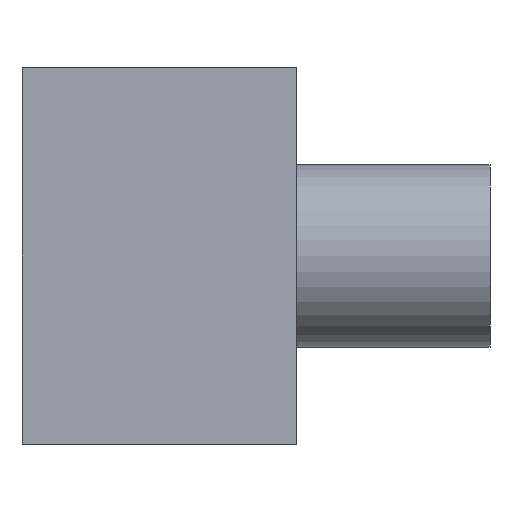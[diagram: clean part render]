
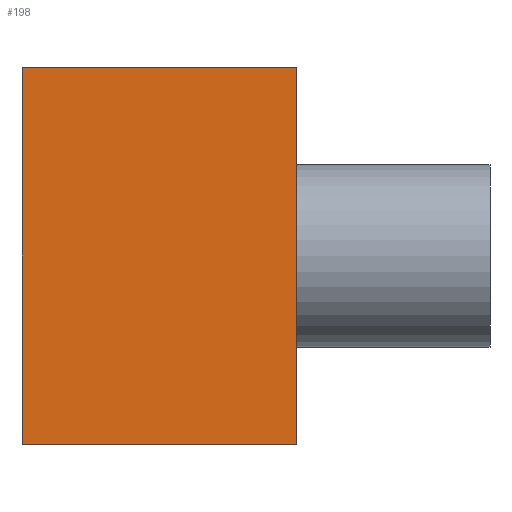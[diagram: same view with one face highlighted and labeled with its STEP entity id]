
A CAD part, left-side view. The second image highlights one B-rep face of the part: STEP entity #198.
In plain terms, the highlighted planar face has unit normal (-1, 0, 0).
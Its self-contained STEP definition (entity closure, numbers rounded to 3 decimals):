
#27 = EDGE_CURVE ( 'NONE', #743, #634, #833, .T. ) ;
#45 = ORIENTED_EDGE ( 'NONE', *, *, #27, .T. ) ;
#52 = VECTOR ( 'NONE', #760, 1000. ) ;
#66 = EDGE_CURVE ( 'NONE', #131, #608, #303, .T. ) ;
#75 = ORIENTED_EDGE ( 'NONE', *, *, #66, .F. ) ;
#88 = CARTESIAN_POINT ( 'NONE',  ( -14.224, 0., 6.541 ) ) ;
#97 = CARTESIAN_POINT ( 'NONE',  ( -14.224, -9.525, 6.541 ) ) ;
#121 = DIRECTION ( 'NONE',  ( -1., 0., 0. ) ) ;
#131 = VERTEX_POINT ( 'NONE', #660 ) ;
#198 = ADVANCED_FACE ( 'NONE', ( #652 ), #527, .T. ) ;
#206 = LINE ( 'NONE', #870, #849 ) ;
#270 = DIRECTION ( 'NONE',  ( 0., 0., 1. ) ) ;
#282 = VECTOR ( 'NONE', #823, 1000. ) ;
#284 = CARTESIAN_POINT ( 'NONE',  ( -14.224, -9.525, 6.541 ) ) ;
#303 = LINE ( 'NONE', #508, #759 ) ;
#314 = CARTESIAN_POINT ( 'NONE',  ( -14.224, -9.525, 6.541 ) ) ;
#322 = ORIENTED_EDGE ( 'NONE', *, *, #430, .F. ) ;
#362 = EDGE_CURVE ( 'NONE', #131, #743, #810, .T. ) ;
#430 = EDGE_CURVE ( 'NONE', #608, #634, #206, .T. ) ;
#502 = ORIENTED_EDGE ( 'NONE', *, *, #362, .T. ) ;
#508 = CARTESIAN_POINT ( 'NONE',  ( -14.224, -9.525, -6.541 ) ) ;
#527 = PLANE ( 'NONE',  #846 ) ;
#608 = VERTEX_POINT ( 'NONE', #618 ) ;
#618 = CARTESIAN_POINT ( 'NONE',  ( -14.224, 0., -6.541 ) ) ;
#634 = VERTEX_POINT ( 'NONE', #88 ) ;
#652 = FACE_OUTER_BOUND ( 'NONE', #683, .T. ) ;
#660 = CARTESIAN_POINT ( 'NONE',  ( -14.224, -9.525, -6.541 ) ) ;
#683 = EDGE_LOOP ( 'NONE', ( #322, #75, #502, #45 ) ) ;
#729 = CARTESIAN_POINT ( 'NONE',  ( -14.224, -9.525, 6.541 ) ) ;
#743 = VERTEX_POINT ( 'NONE', #314 ) ;
#759 = VECTOR ( 'NONE', #778, 1000. ) ;
#760 = DIRECTION ( 'NONE',  ( 0., 1., 0. ) ) ;
#778 = DIRECTION ( 'NONE',  ( 0., 1., 0. ) ) ;
#810 = LINE ( 'NONE', #284, #282 ) ;
#823 = DIRECTION ( 'NONE',  ( 0., 0., 1. ) ) ;
#833 = LINE ( 'NONE', #97, #52 ) ;
#846 = AXIS2_PLACEMENT_3D ( 'NONE', #729, #121, #871 ) ;
#849 = VECTOR ( 'NONE', #270, 1000. ) ;
#870 = CARTESIAN_POINT ( 'NONE',  ( -14.224, 0., 6.541 ) ) ;
#871 = DIRECTION ( 'NONE',  ( 0., 0., 1. ) ) ;
